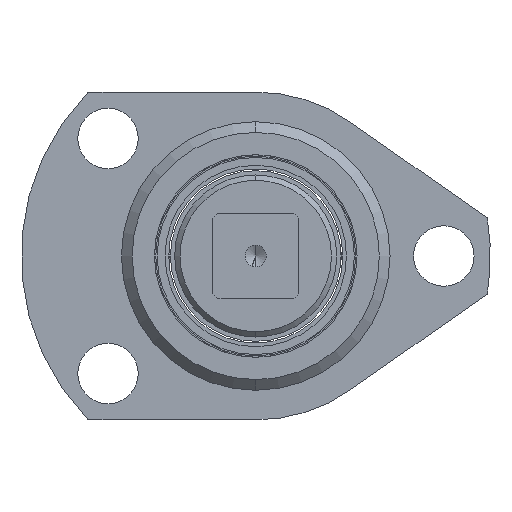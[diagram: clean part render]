
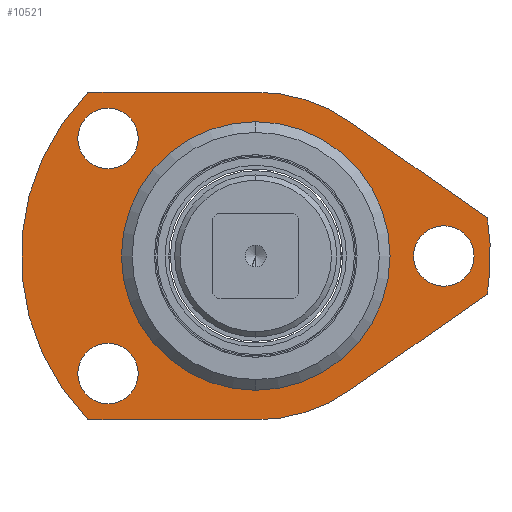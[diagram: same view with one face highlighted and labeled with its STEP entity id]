
A CAD part, left-side view. The second image highlights one B-rep face of the part: STEP entity #10521.
In plain terms, the highlighted planar face has unit normal (-1, 0, 0).
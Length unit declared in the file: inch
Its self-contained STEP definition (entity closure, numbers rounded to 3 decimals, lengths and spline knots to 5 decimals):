
#9 = DIRECTION ( 'NONE',  ( 0., 0., 1. ) ) ;
#43 = DIRECTION ( 'NONE',  ( 0., 1., 0. ) ) ;
#128 = ORIENTED_EDGE ( 'NONE', *, *, #3978, .T. ) ;
#302 = ORIENTED_EDGE ( 'NONE', *, *, #4187, .F. ) ;
#317 = CARTESIAN_POINT ( 'NONE',  ( 0., -1.10236, 0. ) ) ;
#484 = DIRECTION ( 'NONE',  ( 0., 0., 1. ) ) ;
#598 = CARTESIAN_POINT ( 'NONE',  ( 0., 0.98351, -0.9609 ) ) ;
#603 = VECTOR ( 'NONE', #7822, 39.37008 ) ;
#732 = CARTESIAN_POINT ( 'NONE',  ( 0., 0.86614, -0.68898 ) ) ;
#785 = ORIENTED_EDGE ( 'NONE', *, *, #1122, .F. ) ;
#805 = DIRECTION ( 'NONE',  ( 0., 0., 1. ) ) ;
#809 = VERTEX_POINT ( 'NONE', #10366 ) ;
#841 = DIRECTION ( 'NONE',  ( 0., -1., 0. ) ) ;
#862 = EDGE_CURVE ( 'NONE', #10077, #5122, #7737, .T. ) ;
#924 = VERTEX_POINT ( 'NONE', #8550 ) ;
#1105 = EDGE_CURVE ( 'NONE', #924, #6594, #2876, .T. ) ;
#1122 = EDGE_CURVE ( 'NONE', #4956, #809, #7478, .T. ) ;
#1180 = EDGE_CURVE ( 'NONE', #4956, #1446, #9058, .T. ) ;
#1182 = EDGE_CURVE ( 'NONE', #8597, #809, #4259, .T. ) ;
#1265 = CARTESIAN_POINT ( 'NONE',  ( 0., 0., 0. ) ) ;
#1446 = VERTEX_POINT ( 'NONE', #6894 ) ;
#1620 = DIRECTION ( 'NONE',  ( 0., 0.819, 0.574 ) ) ;
#1681 = DIRECTION ( 'NONE',  ( -1., 0., 0. ) ) ;
#1738 = CARTESIAN_POINT ( 'NONE',  ( 0., 0., 0. ) ) ;
#1843 = ORIENTED_EDGE ( 'NONE', *, *, #5574, .T. ) ;
#2227 = ORIENTED_EDGE ( 'NONE', *, *, #3793, .F. ) ;
#2322 = CARTESIAN_POINT ( 'NONE',  ( 0., -1.10236, 0.17717 ) ) ;
#2578 = VERTEX_POINT ( 'NONE', #10088 ) ;
#2636 = AXIS2_PLACEMENT_3D ( 'NONE', #317, #7695, #5270 ) ;
#2783 = CIRCLE ( 'NONE', #7746, 0.787 ) ;
#2876 = CIRCLE ( 'NONE', #2636, 0.17717 ) ;
#2885 = FACE_OUTER_BOUND ( 'NONE', #9075, .T. ) ;
#2966 = CARTESIAN_POINT ( 'NONE',  ( 0., -1.3568, 0.223 ) ) ;
#2974 = CARTESIAN_POINT ( 'NONE',  ( 0., -1.3568, 0.223 ) ) ;
#3109 = CARTESIAN_POINT ( 'NONE',  ( 0., 0., -0.787 ) ) ;
#3171 = VERTEX_POINT ( 'NONE', #2966 ) ;
#3246 = EDGE_CURVE ( 'NONE', #6594, #924, #8558, .T. ) ;
#3270 = CARTESIAN_POINT ( 'NONE',  ( 0., 0., 0.787 ) ) ;
#3278 = DIRECTION ( 'NONE',  ( 0., 0., 1. ) ) ;
#3291 = CIRCLE ( 'NONE', #8713, 0.17717 ) ;
#3536 = CIRCLE ( 'NONE', #5090, 0.787 ) ;
#3664 = VERTEX_POINT ( 'NONE', #6309 ) ;
#3758 = AXIS2_PLACEMENT_3D ( 'NONE', #10609, #1681, #5671 ) ;
#3793 = EDGE_CURVE ( 'NONE', #3171, #7080, #7372, .T. ) ;
#3816 = DIRECTION ( 'NONE',  ( -1., 0., 0. ) ) ;
#3857 = EDGE_LOOP ( 'NONE', ( #8651, #5016 ) ) ;
#3867 = VERTEX_POINT ( 'NONE', #6591 ) ;
#3975 = ORIENTED_EDGE ( 'NONE', *, *, #1105, .F. ) ;
#3978 = EDGE_CURVE ( 'NONE', #1446, #4100, #5692, .T. ) ;
#3994 = ORIENTED_EDGE ( 'NONE', *, *, #5761, .F. ) ;
#4100 = VERTEX_POINT ( 'NONE', #8489 ) ;
#4187 = EDGE_CURVE ( 'NONE', #6571, #9236, #2783, .T. ) ;
#4259 = LINE ( 'NONE', #6561, #7728 ) ;
#4398 = CARTESIAN_POINT ( 'NONE',  ( 0., -1.3568, -0.223 ) ) ;
#4585 = CARTESIAN_POINT ( 'NONE',  ( 0., 0.86614, 0.68898 ) ) ;
#4638 = DIRECTION ( 'NONE',  ( 0., 0., 1. ) ) ;
#4639 = CARTESIAN_POINT ( 'NONE',  ( 0., -1.3568, -0.223 ) ) ;
#4759 = DIRECTION ( 'NONE',  ( 0., 0., 1. ) ) ;
#4786 = CIRCLE ( 'NONE', #3758, 0.17717 ) ;
#4851 = DIRECTION ( 'NONE',  ( -1., 0., 0. ) ) ;
#4867 = DIRECTION ( 'NONE',  ( -1., 0., 0. ) ) ;
#4956 = VERTEX_POINT ( 'NONE', #598 ) ;
#5016 = ORIENTED_EDGE ( 'NONE', *, *, #9804, .F. ) ;
#5080 = AXIS2_PLACEMENT_3D ( 'NONE', #10623, #4851, #8077 ) ;
#5090 = AXIS2_PLACEMENT_3D ( 'NONE', #6560, #9046, #9140 ) ;
#5122 = VERTEX_POINT ( 'NONE', #9019 ) ;
#5218 = ORIENTED_EDGE ( 'NONE', *, *, #1182, .T. ) ;
#5230 = ORIENTED_EDGE ( 'NONE', *, *, #3246, .F. ) ;
#5270 = DIRECTION ( 'NONE',  ( 0., 0., 1. ) ) ;
#5281 = FACE_BOUND ( 'NONE', #3857, .T. ) ;
#5282 = DIRECTION ( 'NONE',  ( -1., 0., 0. ) ) ;
#5491 = EDGE_CURVE ( 'NONE', #4100, #7080, #6614, .T. ) ;
#5524 = AXIS2_PLACEMENT_3D ( 'NONE', #6362, #6438, #4638 ) ;
#5574 = EDGE_CURVE ( 'NONE', #3171, #3867, #9857, .T. ) ;
#5671 = DIRECTION ( 'NONE',  ( 0., 0., 1. ) ) ;
#5692 = CIRCLE ( 'NONE', #9219, 0.9609 ) ;
#5731 = DIRECTION ( 'NONE',  ( 0., 0., 1. ) ) ;
#5745 = AXIS2_PLACEMENT_3D ( 'NONE', #7395, #9818, #3278 ) ;
#5761 = EDGE_CURVE ( 'NONE', #5122, #10077, #3291, .T. ) ;
#5947 = EDGE_LOOP ( 'NONE', ( #5230, #3975 ) ) ;
#5972 = EDGE_LOOP ( 'NONE', ( #9836, #302 ) ) ;
#5988 = EDGE_CURVE ( 'NONE', #9236, #6571, #3536, .T. ) ;
#6060 = FACE_BOUND ( 'NONE', #7862, .T. ) ;
#6309 = CARTESIAN_POINT ( 'NONE',  ( 0., 0.86614, -0.86614 ) ) ;
#6362 = CARTESIAN_POINT ( 'NONE',  ( 0., 0., 0. ) ) ;
#6374 = DIRECTION ( 'NONE',  ( 0., 0., 1. ) ) ;
#6438 = DIRECTION ( 'NONE',  ( -1., 0., 0. ) ) ;
#6524 = DIRECTION ( 'NONE',  ( -1., 0., 0. ) ) ;
#6560 = CARTESIAN_POINT ( 'NONE',  ( 0., 0., 0. ) ) ;
#6561 = CARTESIAN_POINT ( 'NONE',  ( 0., 0., 0.9609 ) ) ;
#6571 = VERTEX_POINT ( 'NONE', #3109 ) ;
#6591 = CARTESIAN_POINT ( 'NONE',  ( 0., -0.55115, 0.78712 ) ) ;
#6594 = VERTEX_POINT ( 'NONE', #2322 ) ;
#6614 = LINE ( 'NONE', #4398, #603 ) ;
#6798 = ORIENTED_EDGE ( 'NONE', *, *, #1180, .T. ) ;
#6894 = CARTESIAN_POINT ( 'NONE',  ( 0., 0., -0.9609 ) ) ;
#7023 = ORIENTED_EDGE ( 'NONE', *, *, #5491, .T. ) ;
#7080 = VERTEX_POINT ( 'NONE', #4639 ) ;
#7282 = ORIENTED_EDGE ( 'NONE', *, *, #862, .F. ) ;
#7365 = FACE_BOUND ( 'NONE', #5972, .T. ) ;
#7371 = CARTESIAN_POINT ( 'NONE',  ( 0., 0., 0.9609 ) ) ;
#7372 = CIRCLE ( 'NONE', #10091, 1.375 ) ;
#7395 = CARTESIAN_POINT ( 'NONE',  ( 0., 0., 0. ) ) ;
#7478 = CIRCLE ( 'NONE', #8534, 1.375 ) ;
#7535 = CARTESIAN_POINT ( 'NONE',  ( 0., 0., -0.9609 ) ) ;
#7695 = DIRECTION ( 'NONE',  ( -1., 0., 0. ) ) ;
#7728 = VECTOR ( 'NONE', #43, 39.37008 ) ;
#7737 = CIRCLE ( 'NONE', #10112, 0.17717 ) ;
#7746 = AXIS2_PLACEMENT_3D ( 'NONE', #1265, #5282, #8711 ) ;
#7822 = DIRECTION ( 'NONE',  ( 0., -0.819, 0.574 ) ) ;
#7862 = EDGE_LOOP ( 'NONE', ( #7282, #3994 ) ) ;
#7993 = EDGE_CURVE ( 'NONE', #2578, #3664, #10436, .T. ) ;
#8052 = DIRECTION ( 'NONE',  ( 1., 0., 0. ) ) ;
#8077 = DIRECTION ( 'NONE',  ( 0., 0., 1. ) ) ;
#8093 = CARTESIAN_POINT ( 'NONE',  ( 0., 0., 0. ) ) ;
#8155 = AXIS2_PLACEMENT_3D ( 'NONE', #732, #4867, #9 ) ;
#8473 = EDGE_CURVE ( 'NONE', #3867, #8597, #8971, .T. ) ;
#8489 = CARTESIAN_POINT ( 'NONE',  ( 0., -0.55115, -0.78712 ) ) ;
#8534 = AXIS2_PLACEMENT_3D ( 'NONE', #8093, #9823, #805 ) ;
#8550 = CARTESIAN_POINT ( 'NONE',  ( 0., -1.10236, -0.17717 ) ) ;
#8558 = CIRCLE ( 'NONE', #5080, 0.17717 ) ;
#8597 = VERTEX_POINT ( 'NONE', #7371 ) ;
#8651 = ORIENTED_EDGE ( 'NONE', *, *, #7993, .F. ) ;
#8659 = VECTOR ( 'NONE', #841, 39.37008 ) ;
#8711 = DIRECTION ( 'NONE',  ( 0., 0., 1. ) ) ;
#8713 = AXIS2_PLACEMENT_3D ( 'NONE', #4585, #3816, #484 ) ;
#8790 = DIRECTION ( 'NONE',  ( -1., 0., 0. ) ) ;
#8812 = FACE_BOUND ( 'NONE', #5947, .T. ) ;
#8971 = CIRCLE ( 'NONE', #5524, 0.9609 ) ;
#9019 = CARTESIAN_POINT ( 'NONE',  ( 0., 0.86614, 0.51181 ) ) ;
#9046 = DIRECTION ( 'NONE',  ( -1., 0., 0. ) ) ;
#9058 = LINE ( 'NONE', #7535, #8659 ) ;
#9075 = EDGE_LOOP ( 'NONE', ( #10554, #5218, #785, #6798, #128, #7023, #2227, #1843 ) ) ;
#9140 = DIRECTION ( 'NONE',  ( 0., 0., 1. ) ) ;
#9219 = AXIS2_PLACEMENT_3D ( 'NONE', #1738, #6524, #5731 ) ;
#9236 = VERTEX_POINT ( 'NONE', #3270 ) ;
#9611 = VECTOR ( 'NONE', #1620, 39.37008 ) ;
#9804 = EDGE_CURVE ( 'NONE', #3664, #2578, #4786, .T. ) ;
#9818 = DIRECTION ( 'NONE',  ( -1., 0., 0. ) ) ;
#9823 = DIRECTION ( 'NONE',  ( 1., 0., 0. ) ) ;
#9836 = ORIENTED_EDGE ( 'NONE', *, *, #5988, .F. ) ;
#9857 = LINE ( 'NONE', #2974, #9611 ) ;
#9883 = PLANE ( 'NONE',  #5745 ) ;
#10077 = VERTEX_POINT ( 'NONE', #10160 ) ;
#10088 = CARTESIAN_POINT ( 'NONE',  ( 0., 0.86614, -0.51181 ) ) ;
#10091 = AXIS2_PLACEMENT_3D ( 'NONE', #10516, #8052, #4759 ) ;
#10112 = AXIS2_PLACEMENT_3D ( 'NONE', #10368, #8790, #6374 ) ;
#10160 = CARTESIAN_POINT ( 'NONE',  ( 0., 0.86614, 0.86614 ) ) ;
#10366 = CARTESIAN_POINT ( 'NONE',  ( 0., 0.98351, 0.9609 ) ) ;
#10368 = CARTESIAN_POINT ( 'NONE',  ( 0., 0.86614, 0.68898 ) ) ;
#10436 = CIRCLE ( 'NONE', #8155, 0.17717 ) ;
#10516 = CARTESIAN_POINT ( 'NONE',  ( 0., 0., 0. ) ) ;
#10521 = ADVANCED_FACE ( 'NONE', ( #5281, #6060, #8812, #7365, #2885 ), #9883, .T. ) ;
#10554 = ORIENTED_EDGE ( 'NONE', *, *, #8473, .T. ) ;
#10609 = CARTESIAN_POINT ( 'NONE',  ( 0., 0.86614, -0.68898 ) ) ;
#10623 = CARTESIAN_POINT ( 'NONE',  ( 0., -1.10236, 0. ) ) ;
